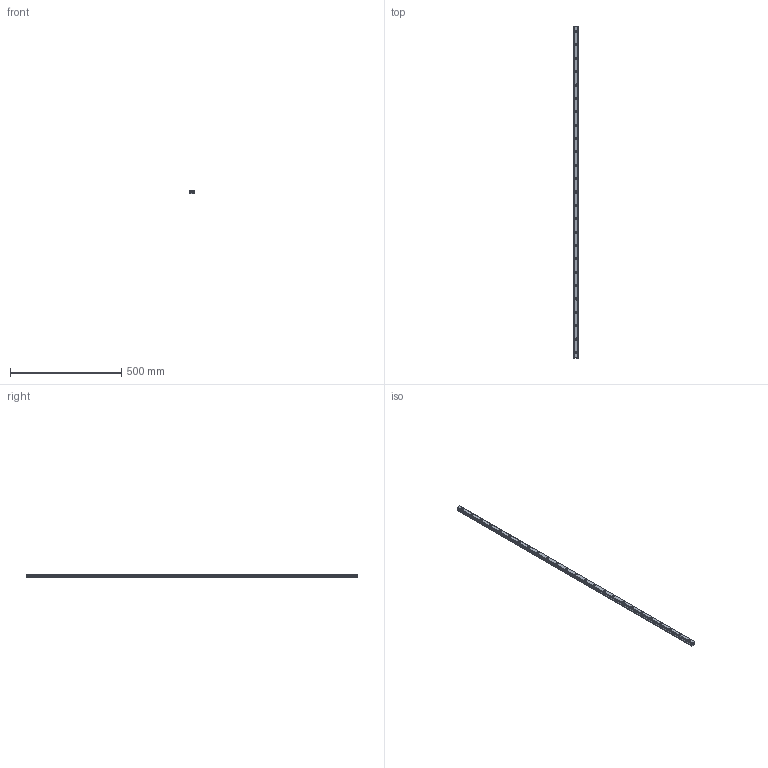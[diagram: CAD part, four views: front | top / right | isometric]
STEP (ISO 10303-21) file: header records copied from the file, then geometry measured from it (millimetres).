
FILE_DESCRIPTION(('STEP AP214'),'1');
FILE_NAME('cctmp_1BE0282F-6F4E-48FD-8FE2-EAB4AEAAAE64_2020_5_18_15_1_24_957..stp','2020-05-18T13:01:25',('HIWIN GmbH'),('CADClick - www.CADClick.com'),'Spatial InterOp 3D',' ','unknown authorization');
FILE_SCHEMA(('AUTOMOTIVE_DESIGN'));
Length unit declared in the file: millimetre
Products named in the file (1): HGR20R1490H_FILE
Bounding box: 20 x 1490 x 17.5 mm (x, y, z)
Volume: 425843.2 mm3; surface area: 126728.4 mm2
Topology: 1 solids, 1 shells, 332 faces, 753 edges, 502 vertices
Faces by surface type: cylinder 172, plane 160
Entity records: 12121 total; most frequent: DIRECTION 1763, CARTESIAN_POINT 1588, ORIENTED_EDGE 1506, EDGE_CURVE 753, AXIS2_PLACEMENT_3D 677, VERTEX_POINT 502, EDGE_LOOP 411, LINE 409
